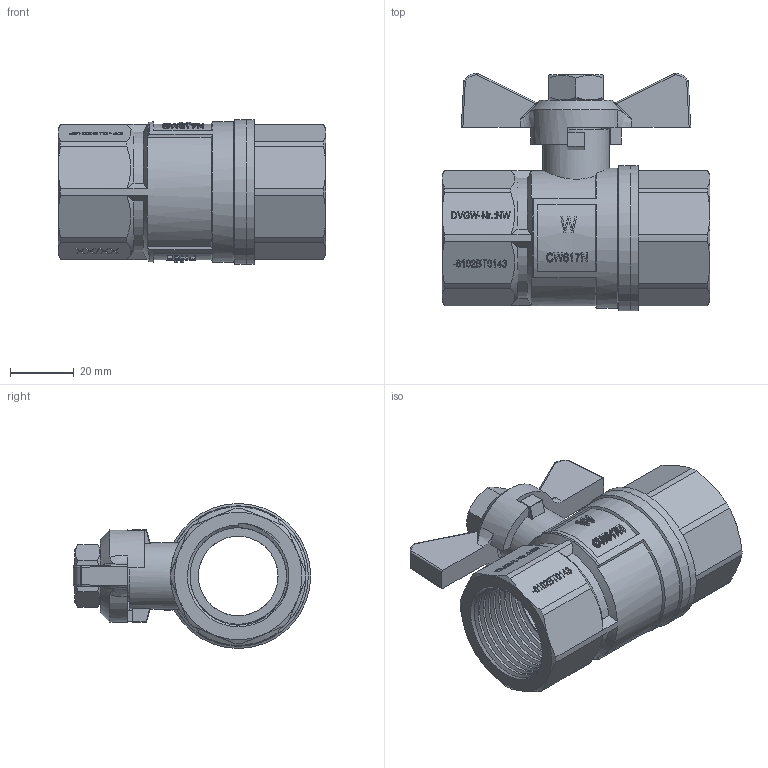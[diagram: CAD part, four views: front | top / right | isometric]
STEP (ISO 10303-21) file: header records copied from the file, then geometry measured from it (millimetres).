
FILE_DESCRIPTION(/* description */ ('Unknown'),/* implementation_level */ '2;1');
FILE_NAME(/* name */ '750-06',/* time_stamp */ '2022-07-26T10:26:50+02:00',/* author */ ('Unknown'),/* organization */ ('Unknown'),/* preprocessor_version */ 'ST-DEVELOPER v16.7',/* originating_system */ 'Solid Edge',/* authorisation */ 'Unknown');
FILE_SCHEMA (('AUTOMOTIVE_DESIGN {1 0 10303 214 3 1 1}'));
Length unit declared in the file: millimetre
Products named in the file (9): 750-06; Spinsel-co_oa_0; 600-1-spindel; 600-1-Stopfbuchse; Flügelgriff 1; Kvrper-co_oa_1; Kvrper; Einschraubteil; 600-1-Mutter-fl.g.
Assembly tree (8 placements, depth 3):
  750-06
    Spinsel-co_oa_0
      600-1-spindel
      600-1-Stopfbuchse
    Flügelgriff 1
    Kvrper-co_oa_1
      Kvrper
      Einschraubteil
    600-1-Mutter-fl.g.
Bounding box: 84 x 74.5 x 45.5 mm (x, y, z)
Volume: 33278.3 mm3; surface area: 38005.1 mm2
Topology: 5 solids, 6 shells, 1669 faces, 4646 edges, 3076 vertices
Faces by surface type: plane 1493, cylinder 92, cone 51, bspline 20, sphere 10, torus 3
Full cylindrical faces by diameter (mm): 8.5 x1, 8.9 x1, 12 x2, 12.1 x1, 12.5 x1, 14 x1, 14.5 x1, 16 x1, 16.5 x1, 18 x1, 21 x1, 22.5 x1, 25 x2, 30.291 x2, 31 x1, 33 x2, 39 x1, 40.5 x1, 41 x1, 44 x1, 45.5 x2
Entity records: 57642 total; most frequent: CARTESIAN_POINT 13800, ORIENTED_EDGE 9168, DIRECTION 8915, EDGE_CURVE 4586, LINE 3305, VECTOR 3305, VERTEX_POINT 3062, AXIS2_PLACEMENT_3D 2805
